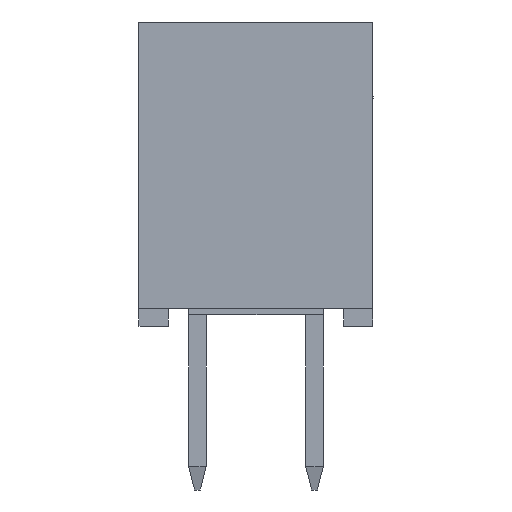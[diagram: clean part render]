
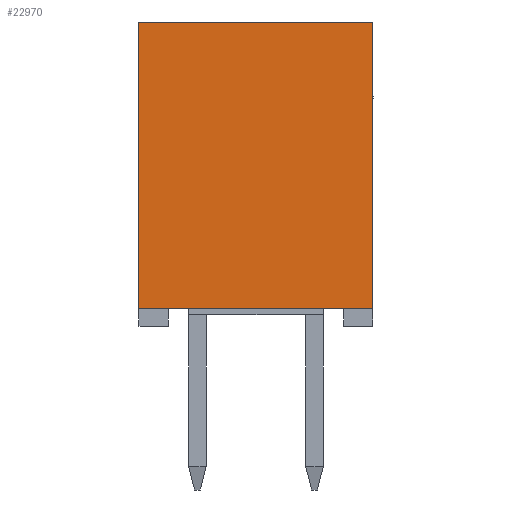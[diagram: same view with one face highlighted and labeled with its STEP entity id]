
A CAD part, front view. The second image highlights one B-rep face of the part: STEP entity #22970.
In plain terms, the highlighted face is planar.
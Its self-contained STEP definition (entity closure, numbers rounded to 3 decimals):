
#2155=ORIENTED_EDGE('',*,*,#6729,.F.);
#2156=ORIENTED_EDGE('',*,*,#6730,.F.);
#2157=ORIENTED_EDGE('',*,*,#6731,.F.);
#2158=ORIENTED_EDGE('',*,*,#6732,.F.);
#6729=EDGE_CURVE('',#9000,#9001,#10817,.T.);
#6730=EDGE_CURVE('',#9002,#9000,#10818,.T.);
#6731=EDGE_CURVE('',#9003,#9002,#10819,.T.);
#6732=EDGE_CURVE('',#9001,#9003,#10820,.T.);
#9000=VERTEX_POINT('',#31534);
#9001=VERTEX_POINT('',#31535);
#9002=VERTEX_POINT('',#31537);
#9003=VERTEX_POINT('',#31539);
#10817=LINE('',#31533,#13036);
#10818=LINE('',#31536,#13037);
#10819=LINE('',#31538,#13038);
#10820=LINE('',#31540,#13039);
#13036=VECTOR('',#26623,1000.);
#13037=VECTOR('',#26624,1000.);
#13038=VECTOR('',#26625,1000.);
#13039=VECTOR('',#26626,1000.);
#14613=EDGE_LOOP('',(#2155,#2156,#2157,#2158));
#15540=FACE_BOUND('',#14613,.T.);
#16454=PLANE('',#23925);
#22970=ADVANCED_FACE('',(#15540),#16454,.F.);
#23925=AXIS2_PLACEMENT_3D('',#31532,#26621,#26622);
#26621=DIRECTION('',(-1.,0.,0.));
#26622=DIRECTION('',(0.,0.,1.));
#26623=DIRECTION('',(0.,0.,1.));
#26624=DIRECTION('',(0.,-1.,0.));
#26625=DIRECTION('',(0.,0.,-1.));
#26626=DIRECTION('',(0.,1.,0.));
#31532=CARTESIAN_POINT('',(15.05,0.,0.));
#31533=CARTESIAN_POINT('',(15.05,-2.,-1.45));
#31534=CARTESIAN_POINT('',(15.05,-2.,-1.45));
#31535=CARTESIAN_POINT('',(15.05,-2.,3.45));
#31536=CARTESIAN_POINT('',(15.05,2.,-1.45));
#31537=CARTESIAN_POINT('',(15.05,2.,-1.45));
#31538=CARTESIAN_POINT('',(15.05,2.,1.45));
#31539=CARTESIAN_POINT('',(15.05,2.,3.45));
#31540=CARTESIAN_POINT('',(15.05,-2.,3.45));
